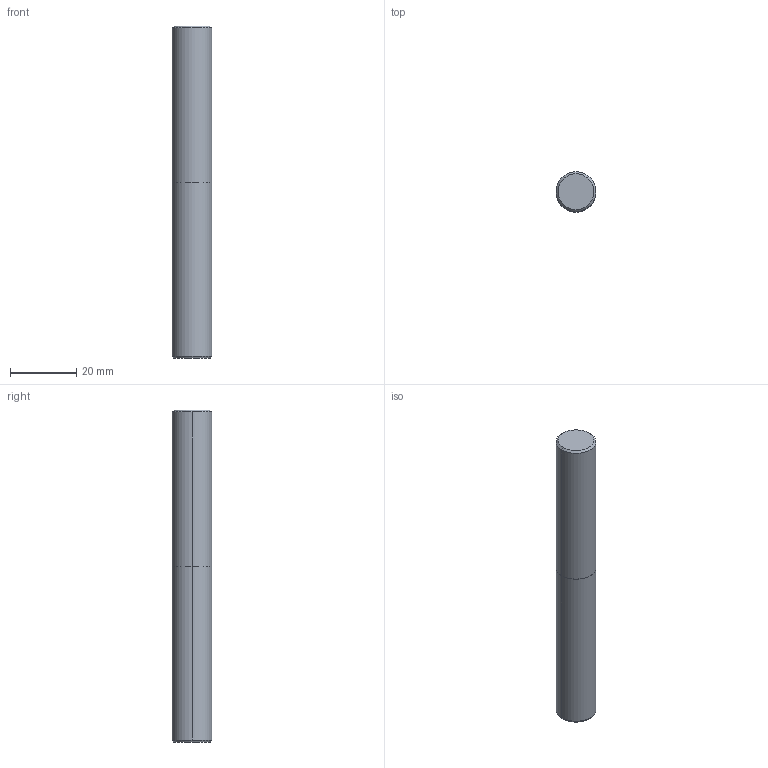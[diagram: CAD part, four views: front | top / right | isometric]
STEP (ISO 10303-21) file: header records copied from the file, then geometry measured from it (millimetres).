
FILE_DESCRIPTION((''),'2;1');
FILE_NAME('607202531-000-00-E43','2019-02-12T',('wibelt'),(''),'PRO/ENGINEER BY PARAMETRIC TECHNOLOGY CORPORATION, 2011220','PRO/ENGINEER BY PARAMETRIC TECHNOLOGY CORPORATION, 2011220','');
FILE_SCHEMA(('AUTOMOTIVE_DESIGN_CC2 { 1 2 10303 214 -1 1 5 2 }'));
Length unit declared in the file: millimetre
Products named in the file (1): 607202531-000-00-E43
Bounding box: 12 x 12 x 100 mm (x, y, z)
Volume: 11299.3 mm3; surface area: 3974 mm2
Topology: 1 solids, 1 shells, 14 faces, 51 edges, 46 vertices
Faces by surface type: cylinder 6, cone 4, plane 4
Entity records: 926 total; most frequent: DIRECTION 101, CARTESIAN_POINT 85, PRESENTATION_STYLE_ASSIGNMENT 77, STYLED_ITEM 68, CURVE_STYLE 58, ORIENTED_EDGE 52, VECTOR 35, LINE 35
